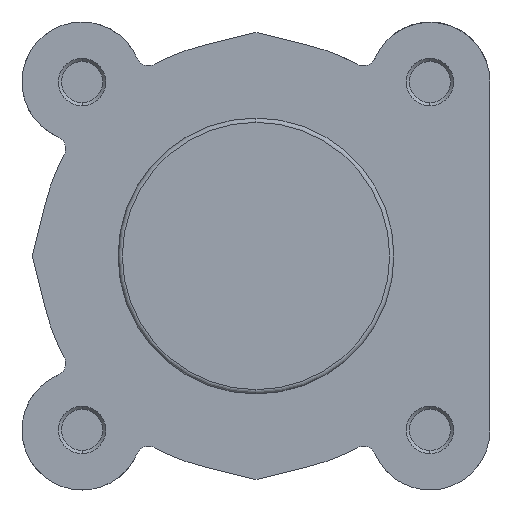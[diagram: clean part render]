
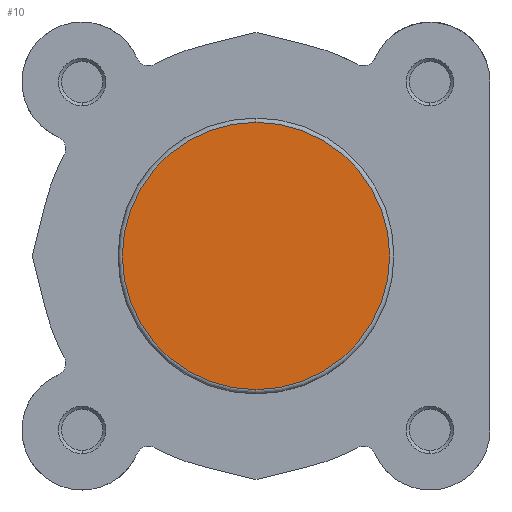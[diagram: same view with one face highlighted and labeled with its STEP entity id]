
A CAD part, left-side view. The second image highlights one B-rep face of the part: STEP entity #10.
In plain terms, the highlighted planar face has unit normal (-1, 0, 0).
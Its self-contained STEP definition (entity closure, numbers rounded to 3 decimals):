
#10 = ADVANCED_FACE ( 'NONE', ( #6574 ), #1102, .F. ) ;
#396 = ORIENTED_EDGE ( 'NONE', *, *, #1689, .T. ) ;
#397 = ORIENTED_EDGE ( 'NONE', *, *, #2010, .T. ) ;
#1099 = DIRECTION ( 'NONE',  ( 0., 0., -1. ) ) ;
#1100 = DIRECTION ( 'NONE',  ( 1., 0., 0. ) ) ;
#1102 = PLANE ( 'NONE',  #2103 ) ;
#1103 = CARTESIAN_POINT ( 'NONE',  ( 0., 22.4, 0. ) ) ;
#1393 = VERTEX_POINT ( 'NONE', #3525 ) ;
#1457 = VERTEX_POINT ( 'NONE', #3586 ) ;
#1689 = EDGE_CURVE ( 'NONE', #1457, #1393, #7320, .T. ) ;
#2010 = EDGE_CURVE ( 'NONE', #1393, #1457, #6156, .T. ) ;
#2103 = AXIS2_PLACEMENT_3D ( 'NONE', #1103, #1100, #1099 ) ;
#2427 = AXIS2_PLACEMENT_3D ( 'NONE', #4564, #4565, #4566 ) ;
#2600 = AXIS2_PLACEMENT_3D ( 'NONE', #5425, #5431, #5432 ) ;
#3525 = CARTESIAN_POINT ( 'NONE',  ( 0., 0., -21.7 ) ) ;
#3586 = CARTESIAN_POINT ( 'NONE',  ( 0., 0., 21.7 ) ) ;
#4564 = CARTESIAN_POINT ( 'NONE',  ( 0., 0., 0. ) ) ;
#4565 = DIRECTION ( 'NONE',  ( -1., 0., 0. ) ) ;
#4566 = DIRECTION ( 'NONE',  ( 0., 0., -1. ) ) ;
#5425 = CARTESIAN_POINT ( 'NONE',  ( 0., 0., 0. ) ) ;
#5431 = DIRECTION ( 'NONE',  ( -1., 0., 0. ) ) ;
#5432 = DIRECTION ( 'NONE',  ( 0., 0., -1. ) ) ;
#6156 = CIRCLE ( 'NONE', #2600, 21.7 ) ;
#6308 = EDGE_LOOP ( 'NONE', ( #397, #396 ) ) ;
#6574 = FACE_OUTER_BOUND ( 'NONE', #6308, .T. ) ;
#7320 = CIRCLE ( 'NONE', #2427, 21.7 ) ;
